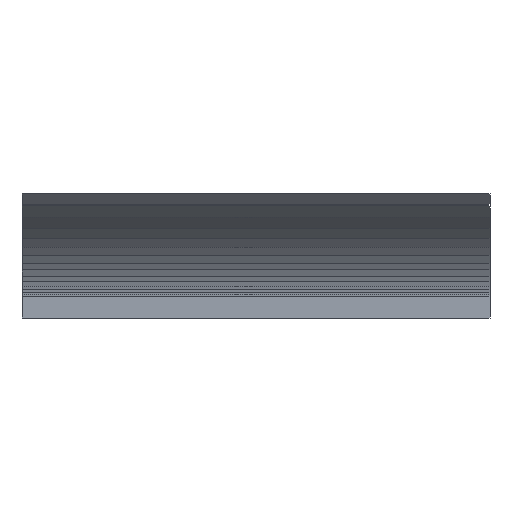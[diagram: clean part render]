
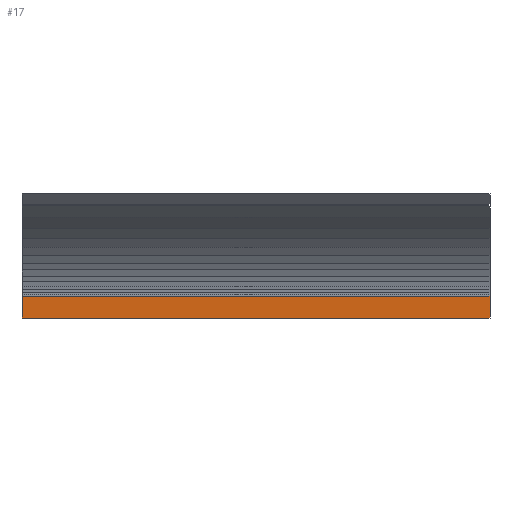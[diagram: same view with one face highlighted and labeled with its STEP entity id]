
A CAD part, front view. The second image highlights one B-rep face of the part: STEP entity #17.
In plain terms, the highlighted free-form (B-spline) face has degree [5, 1] with [6, 2] control points.
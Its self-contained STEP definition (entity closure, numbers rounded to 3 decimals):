
#17 = ADVANCED_FACE('',(#18),#31,.T.);
#18 = FACE_BOUND('',#19,.T.);
#19 = EDGE_LOOP('',(#20,#50,#69,#84));
#20 = ORIENTED_EDGE('',*,*,#21,.T.);
#21 = EDGE_CURVE('',#22,#24,#26,.T.);
#22 = VERTEX_POINT('',#23);
#23 = CARTESIAN_POINT('',(4267.2,130.612,-2211.679));
#24 = VERTEX_POINT('',#25);
#25 = CARTESIAN_POINT('',(4267.2,117.392,-2012.116));
#26 = SURFACE_CURVE('',#27,(#30),.PCURVE_S1.);
#27 = B_SPLINE_CURVE_WITH_KNOTS('',1,(#28,#29),.UNSPECIFIED.,.F.,.F.,(2,
    2),(0.,200.),.PIECEWISE_BEZIER_KNOTS.);
#28 = CARTESIAN_POINT('',(4267.2,130.612,-2211.679));
#29 = CARTESIAN_POINT('',(4267.2,117.392,-2012.116));
#30 = PCURVE('',#31,#44);
#31 = B_SPLINE_SURFACE_WITH_KNOTS('',5,1,(
    (#32,#33)
    ,(#34,#35)
    ,(#36,#37)
    ,(#38,#39)
    ,(#40,#41)
    ,(#42,#43
    )),.UNSPECIFIED.,.F.,.F.,.F.,(6,6),(2,2),(0.,4267.2),(0.,200.),
  .PIECEWISE_BEZIER_KNOTS.);
#32 = CARTESIAN_POINT('',(0.,130.612,-2211.679));
#33 = CARTESIAN_POINT('',(0.,117.392,-2012.116));
#34 = CARTESIAN_POINT('',(853.44,130.612,-2211.679));
#35 = CARTESIAN_POINT('',(853.44,117.392,-2012.116));
#36 = CARTESIAN_POINT('',(1706.88,130.612,-2211.679)
  );
#37 = CARTESIAN_POINT('',(1706.88,117.392,-2012.116)
  );
#38 = CARTESIAN_POINT('',(2560.32,130.612,-2211.679)
  );
#39 = CARTESIAN_POINT('',(2560.32,117.392,-2012.116)
  );
#40 = CARTESIAN_POINT('',(3413.76,130.612,-2211.679)
  );
#41 = CARTESIAN_POINT('',(3413.76,117.392,-2012.116)
  );
#42 = CARTESIAN_POINT('',(4267.2,130.612,-2211.679));
#43 = CARTESIAN_POINT('',(4267.2,117.392,-2012.116));
#44 = DEFINITIONAL_REPRESENTATION('',(#45),#49);
#45 = LINE('',#46,#47);
#46 = CARTESIAN_POINT('',(4267.2,0.));
#47 = VECTOR('',#48,1.);
#48 = DIRECTION('',(0.,1.));
#49 = ( GEOMETRIC_REPRESENTATION_CONTEXT(2) 
PARAMETRIC_REPRESENTATION_CONTEXT() REPRESENTATION_CONTEXT('2D SPACE',''
  ) );
#50 = ORIENTED_EDGE('',*,*,#51,.F.);
#51 = EDGE_CURVE('',#52,#24,#54,.T.);
#52 = VERTEX_POINT('',#53);
#53 = CARTESIAN_POINT('',(0.,117.392,-2012.116));
#54 = SURFACE_CURVE('',#55,(#62),.PCURVE_S1.);
#55 = B_SPLINE_CURVE_WITH_KNOTS('',5,(#56,#57,#58,#59,#60,#61),
  .UNSPECIFIED.,.F.,.F.,(6,6),(0.,4267.2),.PIECEWISE_BEZIER_KNOTS.);
#56 = CARTESIAN_POINT('',(0.,117.392,-2012.116));
#57 = CARTESIAN_POINT('',(853.44,117.392,-2012.116));
#58 = CARTESIAN_POINT('',(1706.88,117.392,-2012.116)
  );
#59 = CARTESIAN_POINT('',(2560.32,117.392,-2012.116)
  );
#60 = CARTESIAN_POINT('',(3413.76,117.392,-2012.116)
  );
#61 = CARTESIAN_POINT('',(4267.2,117.392,-2012.116));
#62 = PCURVE('',#31,#63);
#63 = DEFINITIONAL_REPRESENTATION('',(#64),#68);
#64 = LINE('',#65,#66);
#65 = CARTESIAN_POINT('',(0.,200.));
#66 = VECTOR('',#67,1.);
#67 = DIRECTION('',(1.,0.));
#68 = ( GEOMETRIC_REPRESENTATION_CONTEXT(2) 
PARAMETRIC_REPRESENTATION_CONTEXT() REPRESENTATION_CONTEXT('2D SPACE',''
  ) );
#69 = ORIENTED_EDGE('',*,*,#70,.F.);
#70 = EDGE_CURVE('',#71,#52,#73,.T.);
#71 = VERTEX_POINT('',#72);
#72 = CARTESIAN_POINT('',(0.,130.612,-2211.679));
#73 = SURFACE_CURVE('',#74,(#77),.PCURVE_S1.);
#74 = B_SPLINE_CURVE_WITH_KNOTS('',1,(#75,#76),.UNSPECIFIED.,.F.,.F.,(2,
    2),(0.,200.),.PIECEWISE_BEZIER_KNOTS.);
#75 = CARTESIAN_POINT('',(0.,130.612,-2211.679));
#76 = CARTESIAN_POINT('',(0.,117.392,-2012.116));
#77 = PCURVE('',#31,#78);
#78 = DEFINITIONAL_REPRESENTATION('',(#79),#83);
#79 = LINE('',#80,#81);
#80 = CARTESIAN_POINT('',(0.,0.));
#81 = VECTOR('',#82,1.);
#82 = DIRECTION('',(0.,1.));
#83 = ( GEOMETRIC_REPRESENTATION_CONTEXT(2) 
PARAMETRIC_REPRESENTATION_CONTEXT() REPRESENTATION_CONTEXT('2D SPACE',''
  ) );
#84 = ORIENTED_EDGE('',*,*,#85,.T.);
#85 = EDGE_CURVE('',#71,#22,#86,.T.);
#86 = SURFACE_CURVE('',#87,(#94),.PCURVE_S1.);
#87 = B_SPLINE_CURVE_WITH_KNOTS('',5,(#88,#89,#90,#91,#92,#93),
  .UNSPECIFIED.,.F.,.F.,(6,6),(0.,4267.2),.PIECEWISE_BEZIER_KNOTS.);
#88 = CARTESIAN_POINT('',(0.,130.612,-2211.679));
#89 = CARTESIAN_POINT('',(853.44,130.612,-2211.679));
#90 = CARTESIAN_POINT('',(1706.88,130.612,-2211.679)
  );
#91 = CARTESIAN_POINT('',(2560.32,130.612,-2211.679)
  );
#92 = CARTESIAN_POINT('',(3413.76,130.612,-2211.679)
  );
#93 = CARTESIAN_POINT('',(4267.2,130.612,-2211.679));
#94 = PCURVE('',#31,#95);
#95 = DEFINITIONAL_REPRESENTATION('',(#96),#100);
#96 = LINE('',#97,#98);
#97 = CARTESIAN_POINT('',(0.,0.));
#98 = VECTOR('',#99,1.);
#99 = DIRECTION('',(1.,0.));
#100 = ( GEOMETRIC_REPRESENTATION_CONTEXT(2) 
PARAMETRIC_REPRESENTATION_CONTEXT() REPRESENTATION_CONTEXT('2D SPACE',''
  ) );
